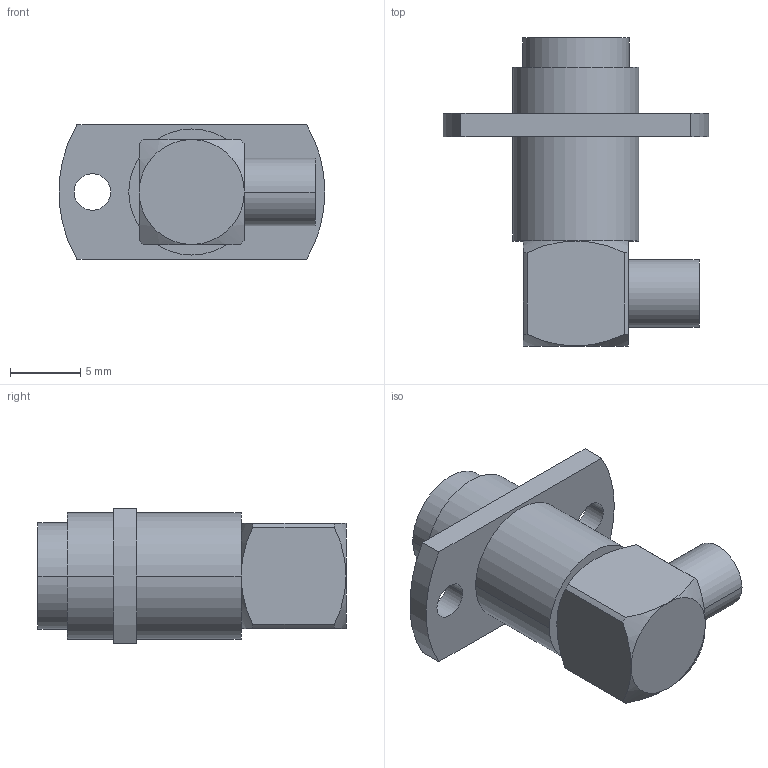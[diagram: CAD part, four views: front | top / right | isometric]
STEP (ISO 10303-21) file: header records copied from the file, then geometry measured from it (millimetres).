
FILE_DESCRIPTION (( 'STEP AP214' ), '1' );
FILE_NAME ('FMCN5157_3D.step', '2024-10-15T22:10:49', ( '' ), ( '' ), 'SwSTEP 2.0', 'SolidWorks 2022', '' );
FILE_SCHEMA (( 'AUTOMOTIVE_DESIGN' ));
Length unit declared in the file: inch
Products named in the file (4): BMA8262-9S402^FMCN5157; BMA8100-2^FMCN5157; BMA8100-3^FMCN5157; FMCN5157_3D
Assembly tree (3 placements, depth 2):
  FMCN5157_3D
    BMA8262-9S402^FMCN5157
    BMA8100-3^FMCN5157
    BMA8100-2^FMCN5157
Bounding box: 18.97 x 22 x 9.6 mm (x, y, z)
Volume: 1371.6 mm3; surface area: 1559.4 mm2
Topology: 3 solids, 3 shells, 464 faces, 1194 edges, 784 vertices
Faces by surface type: plane 210, cylinder 89, torus 80, cone 77, sphere 8
Entity records: 14564 total; most frequent: DIRECTION 2758, CARTESIAN_POINT 2448, ORIENTED_EDGE 2388, EDGE_CURVE 1194, AXIS2_PLACEMENT_3D 1094, VERTEX_POINT 784, CIRCLE 624, VECTOR 570
